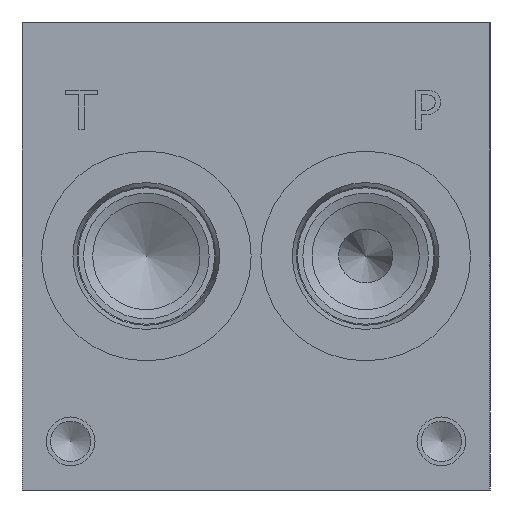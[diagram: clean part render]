
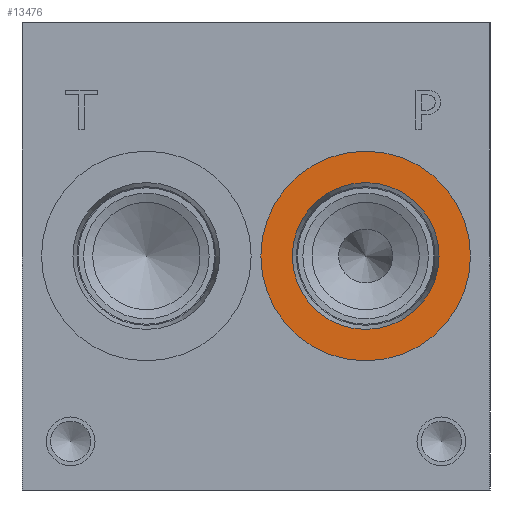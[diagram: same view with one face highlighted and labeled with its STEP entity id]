
A CAD part, left-side view. The second image highlights one B-rep face of the part: STEP entity #13476.
In plain terms, the highlighted planar face has unit normal (-1, 0, 0).
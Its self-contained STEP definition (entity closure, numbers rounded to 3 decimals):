
#472=CIRCLE('',#14307,17.069);
#473=CIRCLE('',#14308,17.069);
#474=CIRCLE('',#14309,11.951);
#581=FACE_BOUND('',#2630,.T.);
#1842=FACE_OUTER_BOUND('',#2629,.T.);
#2629=EDGE_LOOP('',(#11808,#11809));
#2630=EDGE_LOOP('',(#11810));
#6293=VERTEX_POINT('',#23425);
#6294=VERTEX_POINT('',#23426);
#6295=VERTEX_POINT('',#23429);
#8160=EDGE_CURVE('',#6293,#6294,#472,.T.);
#8161=EDGE_CURVE('',#6294,#6293,#473,.T.);
#8162=EDGE_CURVE('',#6295,#6295,#474,.T.);
#11808=ORIENTED_EDGE('',*,*,#8160,.T.);
#11809=ORIENTED_EDGE('',*,*,#8161,.T.);
#11810=ORIENTED_EDGE('',*,*,#8162,.F.);
#12295=PLANE('',#14306);
#13476=ADVANCED_FACE('',(#1842,#581),#12295,.T.);
#14306=AXIS2_PLACEMENT_3D('',#23424,#17108,#17109);
#14307=AXIS2_PLACEMENT_3D('',#23427,#17110,#17111);
#14308=AXIS2_PLACEMENT_3D('',#23428,#17112,#17113);
#14309=AXIS2_PLACEMENT_3D('',#23430,#17114,#17115);
#17108=DIRECTION('center_axis',(-1.,0.,0.));
#17109=DIRECTION('ref_axis',(0.,1.,0.));
#17110=DIRECTION('center_axis',(-1.,0.,0.));
#17111=DIRECTION('ref_axis',(0.,1.,0.));
#17112=DIRECTION('center_axis',(-1.,0.,0.));
#17113=DIRECTION('ref_axis',(0.,1.,0.));
#17114=DIRECTION('center_axis',(-1.,0.,0.));
#17115=DIRECTION('ref_axis',(0.,1.,0.));
#23424=CARTESIAN_POINT('Origin',(0.787,20.244,38.1));
#23425=CARTESIAN_POINT('',(0.787,37.313,38.1));
#23426=CARTESIAN_POINT('',(0.787,3.175,38.1));
#23427=CARTESIAN_POINT('Origin',(0.787,20.244,38.1));
#23428=CARTESIAN_POINT('Origin',(0.787,20.244,38.1));
#23429=CARTESIAN_POINT('',(0.787,8.293,38.1));
#23430=CARTESIAN_POINT('Origin',(0.787,20.244,38.1));
